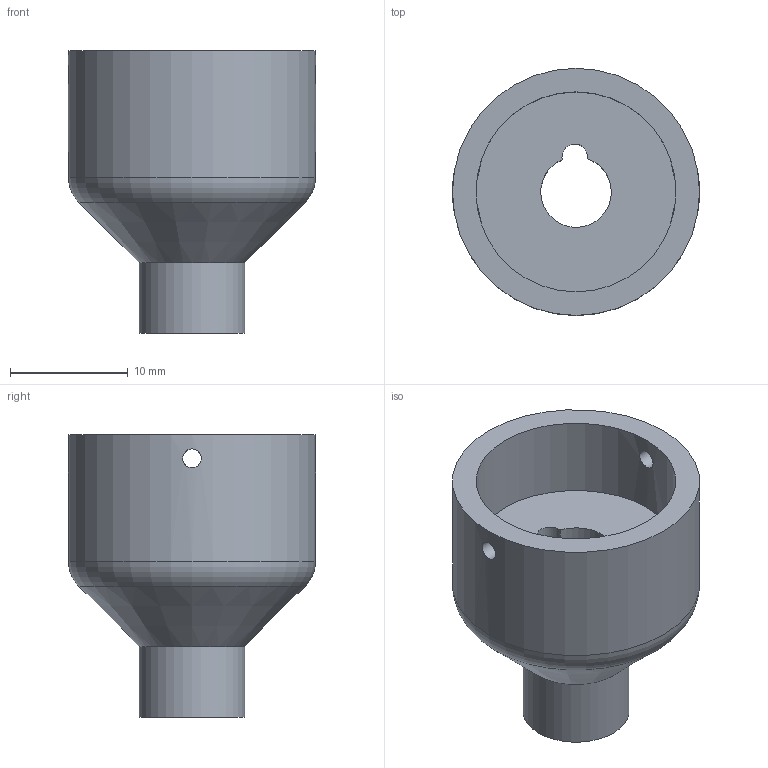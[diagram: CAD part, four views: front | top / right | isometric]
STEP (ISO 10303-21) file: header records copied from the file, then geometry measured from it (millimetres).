
FILE_DESCRIPTION(/* description */ (''),/* implementation_level */ '2;1');
FILE_NAME(/* name */ 'endfeedconnector v4.stp',/* time_stamp */ '2023-01-01T15:19:35+01:00',/* author */ (''),/* organization */ (''),/* preprocessor_version */ 'ST-DEVELOPER v19.2',/* originating_system */ 'Autodesk Translation Framework v11.17.0.187',/* authorisation */ '');
FILE_SCHEMA (('AUTOMOTIVE_DESIGN { 1 0 10303 214 3 1 1 }'));
Length unit declared in the file: millimetre
Products named in the file (1): end_feed_connector
Bounding box: 21 x 21 x 24 mm (x, y, z)
Volume: 3530.8 mm3; surface area: 2435.1 mm2
Topology: 1 solids, 1 shells, 12 faces, 32 edges, 21 vertices
Faces by surface type: cylinder 7, plane 3, torus 1, cone 1
Full cylindrical faces by diameter (mm): 1.6 x2, 9 x1, 17 x1, 21 x1
Entity records: 543 total; most frequent: CARTESIAN_POINT 204, ORIENTED_EDGE 64, DIRECTION 60, EDGE_CURVE 32, AXIS2_PLACEMENT_3D 25, VERTEX_POINT 21, EDGE_LOOP 17, FACE_OUTER_BOUND 12
